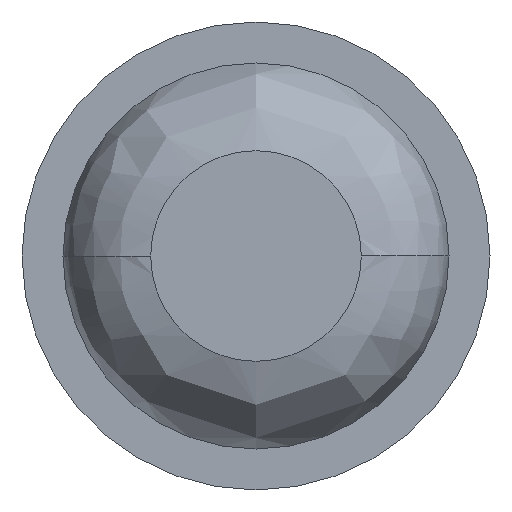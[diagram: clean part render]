
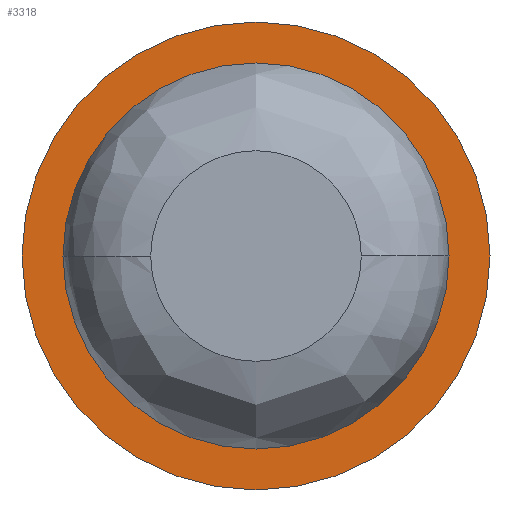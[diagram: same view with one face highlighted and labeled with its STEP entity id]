
A CAD part, front view. The second image highlights one B-rep face of the part: STEP entity #3318.
In plain terms, the highlighted planar face has unit normal (0, -1, 0).
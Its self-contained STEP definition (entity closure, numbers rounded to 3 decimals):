
#37 = CARTESIAN_POINT ( 'NONE',  ( 0., -6., 0. ) ) ;
#247 = ORIENTED_EDGE ( 'NONE', *, *, #3451, .F. ) ;
#503 = DIRECTION ( 'NONE',  ( -1., 0., 0. ) ) ;
#677 = VERTEX_POINT ( 'NONE', #3351 ) ;
#734 = AXIS2_PLACEMENT_3D ( 'NONE', #2975, #3187, #840 ) ;
#840 = DIRECTION ( 'NONE',  ( -1., 0., 0. ) ) ;
#846 = CARTESIAN_POINT ( 'NONE',  ( -0.825, -6., 0. ) ) ;
#919 = CARTESIAN_POINT ( 'NONE',  ( 1., -6., 0. ) ) ;
#933 = DIRECTION ( 'NONE',  ( 0., 1., 0. ) ) ;
#1211 = CIRCLE ( 'NONE', #734, 0.825 ) ;
#1490 = EDGE_LOOP ( 'NONE', ( #247, #3295 ) ) ;
#1523 = DIRECTION ( 'NONE',  ( -1., 0., 0. ) ) ;
#1525 = FACE_BOUND ( 'NONE', #1490, .T. ) ;
#1641 = DIRECTION ( 'NONE',  ( 0., 1., 0. ) ) ;
#1653 = AXIS2_PLACEMENT_3D ( 'NONE', #3746, #2299, #503 ) ;
#1692 = DIRECTION ( 'NONE',  ( 0., -1., 0. ) ) ;
#1706 = AXIS2_PLACEMENT_3D ( 'NONE', #37, #933, #1523 ) ;
#1714 = CARTESIAN_POINT ( 'NONE',  ( 0., -6., 0. ) ) ;
#1720 = FACE_OUTER_BOUND ( 'NONE', #1764, .T. ) ;
#1764 = EDGE_LOOP ( 'NONE', ( #1791, #2543 ) ) ;
#1791 = ORIENTED_EDGE ( 'NONE', *, *, #2889, .F. ) ;
#1888 = CARTESIAN_POINT ( 'NONE',  ( 0.825, -6., 0. ) ) ;
#1996 = CIRCLE ( 'NONE', #1706, 1. ) ;
#2299 = DIRECTION ( 'NONE',  ( 0., 1., 0. ) ) ;
#2433 = AXIS2_PLACEMENT_3D ( 'NONE', #1888, #1641, #3675 ) ;
#2543 = ORIENTED_EDGE ( 'NONE', *, *, #2614, .F. ) ;
#2614 = EDGE_CURVE ( 'NONE', #2879, #3354, #1996, .T. ) ;
#2684 = AXIS2_PLACEMENT_3D ( 'NONE', #1714, #1692, #3735 ) ;
#2760 = CIRCLE ( 'NONE', #1653, 1. ) ;
#2779 = VERTEX_POINT ( 'NONE', #846 ) ;
#2879 = VERTEX_POINT ( 'NONE', #919 ) ;
#2889 = EDGE_CURVE ( 'NONE', #3354, #2879, #2760, .T. ) ;
#2975 = CARTESIAN_POINT ( 'NONE',  ( 0., -6., 0. ) ) ;
#3146 = CARTESIAN_POINT ( 'NONE',  ( -1., -6., 0. ) ) ;
#3187 = DIRECTION ( 'NONE',  ( 0., -1., 0. ) ) ;
#3295 = ORIENTED_EDGE ( 'NONE', *, *, #3774, .F. ) ;
#3318 = ADVANCED_FACE ( 'NONE', ( #1525, #1720 ), #3403, .F. ) ;
#3351 = CARTESIAN_POINT ( 'NONE',  ( 0.825, -6., 0. ) ) ;
#3354 = VERTEX_POINT ( 'NONE', #3146 ) ;
#3403 = PLANE ( 'NONE',  #2433 ) ;
#3451 = EDGE_CURVE ( 'NONE', #2779, #677, #1211, .T. ) ;
#3602 = CIRCLE ( 'NONE', #2684, 0.825 ) ;
#3675 = DIRECTION ( 'NONE',  ( -1., 0., 0. ) ) ;
#3735 = DIRECTION ( 'NONE',  ( -1., 0., 0. ) ) ;
#3746 = CARTESIAN_POINT ( 'NONE',  ( 0., -6., 0. ) ) ;
#3774 = EDGE_CURVE ( 'NONE', #677, #2779, #3602, .T. ) ;
